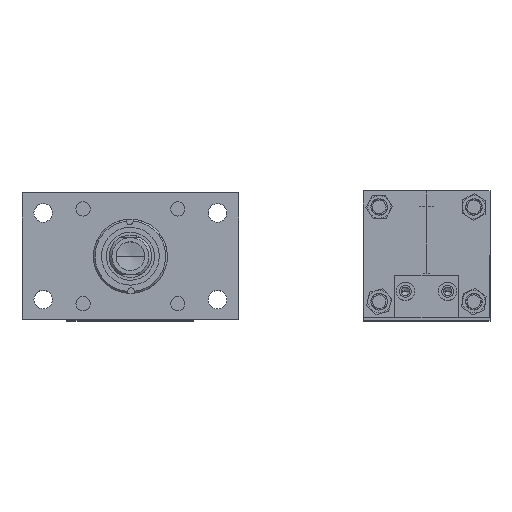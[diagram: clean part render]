
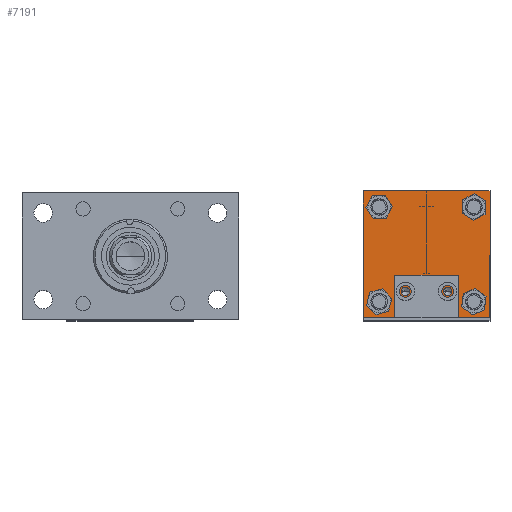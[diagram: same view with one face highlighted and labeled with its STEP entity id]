
A CAD part, top view. The second image highlights one B-rep face of the part: STEP entity #7191.
In plain terms, the highlighted face is planar.
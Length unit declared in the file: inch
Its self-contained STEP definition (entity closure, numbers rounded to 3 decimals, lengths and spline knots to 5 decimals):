
#2 = FACE_BOUND ( 'NONE', #10364, .T. ) ;
#18 = CARTESIAN_POINT ( 'NONE',  ( 3.81388, 7.35691, -0.3831 ) ) ;
#133 = LINE ( 'NONE', #5726, #8234 ) ;
#206 = DIRECTION ( 'NONE',  ( 0., 0., -1. ) ) ;
#389 = AXIS2_PLACEMENT_3D ( 'NONE', #12267, #8331, #1479 ) ;
#424 = DIRECTION ( 'NONE',  ( 0., 0., 1. ) ) ;
#586 = CIRCLE ( 'NONE', #389, 0.203 ) ;
#714 = CARTESIAN_POINT ( 'NONE',  ( 6.63588, 9.97591, -0.3831 ) ) ;
#756 = EDGE_CURVE ( 'NONE', #12568, #10653, #586, .T. ) ;
#771 = VERTEX_POINT ( 'NONE', #4437 ) ;
#803 = VECTOR ( 'NONE', #7564, 39.37008 ) ;
#883 = DIRECTION ( 'NONE',  ( 1., 0., 0. ) ) ;
#1115 = AXIS2_PLACEMENT_3D ( 'NONE', #4944, #6871, #883 ) ;
#1122 = DIRECTION ( 'NONE',  ( 0., 0., -1. ) ) ;
#1142 = AXIS2_PLACEMENT_3D ( 'NONE', #9186, #7454, #4568 ) ;
#1166 = DIRECTION ( 'NONE',  ( 0., 0., 1. ) ) ;
#1199 = AXIS2_PLACEMENT_3D ( 'NONE', #2285, #206, #8147 ) ;
#1201 = DIRECTION ( 'NONE',  ( 0., 0., 1. ) ) ;
#1233 = EDGE_CURVE ( 'NONE', #4405, #1607, #4738, .T. ) ;
#1250 = EDGE_CURVE ( 'NONE', #10653, #12568, #12362, .T. ) ;
#1288 = DIRECTION ( 'NONE',  ( 1., 0., 0. ) ) ;
#1319 = AXIS2_PLACEMENT_3D ( 'NONE', #6266, #1166, #1288 ) ;
#1354 = CARTESIAN_POINT ( 'NONE',  ( 6.81388, 10.35691, -0.3831 ) ) ;
#1372 = ORIENTED_EDGE ( 'NONE', *, *, #756, .T. ) ;
#1378 = DIRECTION ( 'NONE',  ( 1., 0., 0. ) ) ;
#1385 = ORIENTED_EDGE ( 'NONE', *, *, #10676, .F. ) ;
#1448 = DIRECTION ( 'NONE',  ( 0., 0., -1. ) ) ;
#1479 = DIRECTION ( 'NONE',  ( 1., 0., 0. ) ) ;
#1570 = AXIS2_PLACEMENT_3D ( 'NONE', #7587, #2603, #10675 ) ;
#1576 = CIRCLE ( 'NONE', #7740, 0.1005 ) ;
#1607 = VERTEX_POINT ( 'NONE', #2344 ) ;
#1664 = EDGE_LOOP ( 'NONE', ( #11304, #9073 ) ) ;
#1681 = CARTESIAN_POINT ( 'NONE',  ( 4.19488, 9.97591, -0.3831 ) ) ;
#1736 = DIRECTION ( 'NONE',  ( 1., 0., 0. ) ) ;
#1814 = EDGE_CURVE ( 'NONE', #3982, #8989, #10270, .T. ) ;
#1850 = ORIENTED_EDGE ( 'NONE', *, *, #5627, .T. ) ;
#1924 = LINE ( 'NONE', #11316, #6423 ) ;
#2129 = EDGE_CURVE ( 'NONE', #10077, #4493, #9461, .T. ) ;
#2279 = EDGE_CURVE ( 'NONE', #7162, #771, #8082, .T. ) ;
#2285 = CARTESIAN_POINT ( 'NONE',  ( 4.81388, 7.98191, -0.3831 ) ) ;
#2344 = CARTESIAN_POINT ( 'NONE',  ( 6.63588, 7.73791, -0.3831 ) ) ;
#2395 = CARTESIAN_POINT ( 'NONE',  ( 4.19488, 9.97591, -0.3831 ) ) ;
#2561 = CARTESIAN_POINT ( 'NONE',  ( 5.31388, 5.55135, -0.3831 ) ) ;
#2598 = CARTESIAN_POINT ( 'NONE',  ( 6.81388, 7.35691, -0.3831 ) ) ;
#2603 = DIRECTION ( 'NONE',  ( 0., 0., 1. ) ) ;
#2641 = EDGE_CURVE ( 'NONE', #771, #7162, #8634, .T. ) ;
#3058 = CARTESIAN_POINT ( 'NONE',  ( 4.81388, 7.98191, -0.3831 ) ) ;
#3220 = EDGE_LOOP ( 'NONE', ( #10805, #4914 ) ) ;
#3457 = CARTESIAN_POINT ( 'NONE',  ( 4.39788, 9.97591, -0.3831 ) ) ;
#3503 = ORIENTED_EDGE ( 'NONE', *, *, #1233, .T. ) ;
#3594 = EDGE_CURVE ( 'NONE', #1607, #4405, #9573, .T. ) ;
#3734 = CARTESIAN_POINT ( 'NONE',  ( 5.81388, 7.98191, -0.3831 ) ) ;
#3982 = VERTEX_POINT ( 'NONE', #5107 ) ;
#4228 = VERTEX_POINT ( 'NONE', #5659 ) ;
#4405 = VERTEX_POINT ( 'NONE', #11819 ) ;
#4437 = CARTESIAN_POINT ( 'NONE',  ( 3.99188, 9.97591, -0.3831 ) ) ;
#4493 = VERTEX_POINT ( 'NONE', #10918 ) ;
#4568 = DIRECTION ( 'NONE',  ( 1., 0., 0. ) ) ;
#4599 = DIRECTION ( 'NONE',  ( 0., 0., 1. ) ) ;
#4715 = EDGE_CURVE ( 'NONE', #5611, #10566, #1924, .T. ) ;
#4738 = CIRCLE ( 'NONE', #1319, 0.203 ) ;
#4914 = ORIENTED_EDGE ( 'NONE', *, *, #8161, .T. ) ;
#4944 = CARTESIAN_POINT ( 'NONE',  ( 4.19488, 7.73791, -0.3831 ) ) ;
#5005 = EDGE_LOOP ( 'NONE', ( #1850, #1385, #5498, #9058 ) ) ;
#5107 = CARTESIAN_POINT ( 'NONE',  ( 3.99188, 7.73791, -0.3831 ) ) ;
#5208 = AXIS2_PLACEMENT_3D ( 'NONE', #2561, #424, #1378 ) ;
#5305 = CARTESIAN_POINT ( 'NONE',  ( 6.43288, 9.97591, -0.3831 ) ) ;
#5328 = DIRECTION ( 'NONE',  ( -1., 0., 0. ) ) ;
#5498 = ORIENTED_EDGE ( 'NONE', *, *, #4715, .F. ) ;
#5610 = AXIS2_PLACEMENT_3D ( 'NONE', #3058, #1122, #11929 ) ;
#5611 = VERTEX_POINT ( 'NONE', #1354 ) ;
#5627 = EDGE_CURVE ( 'NONE', #11364, #10909, #6117, .T. ) ;
#5659 = CARTESIAN_POINT ( 'NONE',  ( 5.91438, 7.98191, -0.3831 ) ) ;
#5678 = EDGE_LOOP ( 'NONE', ( #3503, #7797 ) ) ;
#5726 = CARTESIAN_POINT ( 'NONE',  ( 3.81388, 5.55135, -0.3831 ) ) ;
#5784 = EDGE_CURVE ( 'NONE', #5611, #11364, #11231, .T. ) ;
#5919 = EDGE_CURVE ( 'NONE', #10342, #4228, #1576, .T. ) ;
#6052 = CARTESIAN_POINT ( 'NONE',  ( 3.81388, 10.35691, -0.3831 ) ) ;
#6117 = LINE ( 'NONE', #6245, #10785 ) ;
#6245 = CARTESIAN_POINT ( 'NONE',  ( 5.31388, 7.35691, -0.3831 ) ) ;
#6266 = CARTESIAN_POINT ( 'NONE',  ( 6.43288, 7.73791, -0.3831 ) ) ;
#6423 = VECTOR ( 'NONE', #5328, 39.37008 ) ;
#6433 = AXIS2_PLACEMENT_3D ( 'NONE', #1681, #4599, #1736 ) ;
#6808 = EDGE_CURVE ( 'NONE', #4228, #10342, #7965, .T. ) ;
#6871 = DIRECTION ( 'NONE',  ( 0., 0., 1. ) ) ;
#7162 = VERTEX_POINT ( 'NONE', #3457 ) ;
#7166 = FACE_OUTER_BOUND ( 'NONE', #5005, .T. ) ;
#7184 = ORIENTED_EDGE ( 'NONE', *, *, #2279, .T. ) ;
#7191 = ADVANCED_FACE ( 'NONE', ( #8882, #11840, #2, #10116, #11989, #9490, #7166 ), #11484, .F. ) ;
#7288 = ORIENTED_EDGE ( 'NONE', *, *, #5919, .F. ) ;
#7290 = DIRECTION ( 'NONE',  ( -1., 0., 0. ) ) ;
#7454 = DIRECTION ( 'NONE',  ( 0., 0., 1. ) ) ;
#7505 = DIRECTION ( 'NONE',  ( 1., 0., 0. ) ) ;
#7564 = DIRECTION ( 'NONE',  ( 0., -1., 0. ) ) ;
#7587 = CARTESIAN_POINT ( 'NONE',  ( 4.19488, 7.73791, -0.3831 ) ) ;
#7621 = ORIENTED_EDGE ( 'NONE', *, *, #1250, .T. ) ;
#7740 = AXIS2_PLACEMENT_3D ( 'NONE', #8372, #1448, #9368 ) ;
#7797 = ORIENTED_EDGE ( 'NONE', *, *, #3594, .T. ) ;
#7920 = ORIENTED_EDGE ( 'NONE', *, *, #2641, .T. ) ;
#7965 = CIRCLE ( 'NONE', #12360, 0.1005 ) ;
#8082 = CIRCLE ( 'NONE', #6433, 0.203 ) ;
#8147 = DIRECTION ( 'NONE',  ( -1., 0., 0. ) ) ;
#8161 = EDGE_CURVE ( 'NONE', #8989, #3982, #10150, .T. ) ;
#8182 = DIRECTION ( 'NONE',  ( 1., 0., 0. ) ) ;
#8234 = VECTOR ( 'NONE', #11600, 39.37008 ) ;
#8331 = DIRECTION ( 'NONE',  ( 0., 0., 1. ) ) ;
#8372 = CARTESIAN_POINT ( 'NONE',  ( 5.81388, 7.98191, -0.3831 ) ) ;
#8374 = EDGE_LOOP ( 'NONE', ( #7288, #8380 ) ) ;
#8380 = ORIENTED_EDGE ( 'NONE', *, *, #6808, .F. ) ;
#8634 = CIRCLE ( 'NONE', #12601, 0.203 ) ;
#8720 = DIRECTION ( 'NONE',  ( -1., 0., 0. ) ) ;
#8882 = FACE_BOUND ( 'NONE', #8374, .T. ) ;
#8926 = AXIS2_PLACEMENT_3D ( 'NONE', #5305, #1201, #8182 ) ;
#8989 = VERTEX_POINT ( 'NONE', #11773 ) ;
#9058 = ORIENTED_EDGE ( 'NONE', *, *, #5784, .T. ) ;
#9073 = ORIENTED_EDGE ( 'NONE', *, *, #10053, .F. ) ;
#9186 = CARTESIAN_POINT ( 'NONE',  ( 6.43288, 7.73791, -0.3831 ) ) ;
#9288 = EDGE_LOOP ( 'NONE', ( #1372, #7621 ) ) ;
#9312 = DIRECTION ( 'NONE',  ( 0., 0., 1. ) ) ;
#9368 = DIRECTION ( 'NONE',  ( -1., 0., 0. ) ) ;
#9461 = CIRCLE ( 'NONE', #5610, 0.1005 ) ;
#9490 = FACE_BOUND ( 'NONE', #9288, .T. ) ;
#9573 = CIRCLE ( 'NONE', #1142, 0.203 ) ;
#10053 = EDGE_CURVE ( 'NONE', #4493, #10077, #12442, .T. ) ;
#10077 = VERTEX_POINT ( 'NONE', #10181 ) ;
#10116 = FACE_BOUND ( 'NONE', #3220, .T. ) ;
#10150 = CIRCLE ( 'NONE', #1115, 0.203 ) ;
#10181 = CARTESIAN_POINT ( 'NONE',  ( 4.71338, 7.98191, -0.3831 ) ) ;
#10270 = CIRCLE ( 'NONE', #1570, 0.203 ) ;
#10342 = VERTEX_POINT ( 'NONE', #10701 ) ;
#10364 = EDGE_LOOP ( 'NONE', ( #7920, #7184 ) ) ;
#10566 = VERTEX_POINT ( 'NONE', #6052 ) ;
#10653 = VERTEX_POINT ( 'NONE', #714 ) ;
#10675 = DIRECTION ( 'NONE',  ( 1., 0., 0. ) ) ;
#10676 = EDGE_CURVE ( 'NONE', #10566, #10909, #133, .T. ) ;
#10701 = CARTESIAN_POINT ( 'NONE',  ( 5.71338, 7.98191, -0.3831 ) ) ;
#10769 = DIRECTION ( 'NONE',  ( 0., 0., -1. ) ) ;
#10785 = VECTOR ( 'NONE', #7290, 39.37008 ) ;
#10805 = ORIENTED_EDGE ( 'NONE', *, *, #1814, .T. ) ;
#10909 = VERTEX_POINT ( 'NONE', #18 ) ;
#10918 = CARTESIAN_POINT ( 'NONE',  ( 4.91438, 7.98191, -0.3831 ) ) ;
#11231 = LINE ( 'NONE', #11503, #803 ) ;
#11304 = ORIENTED_EDGE ( 'NONE', *, *, #2129, .F. ) ;
#11316 = CARTESIAN_POINT ( 'NONE',  ( 5.31388, 10.35691, -0.3831 ) ) ;
#11364 = VERTEX_POINT ( 'NONE', #2598 ) ;
#11484 = PLANE ( 'NONE',  #5208 ) ;
#11503 = CARTESIAN_POINT ( 'NONE',  ( 6.81388, 5.55135, -0.3831 ) ) ;
#11600 = DIRECTION ( 'NONE',  ( 0., -1., 0. ) ) ;
#11773 = CARTESIAN_POINT ( 'NONE',  ( 4.39788, 7.73791, -0.3831 ) ) ;
#11819 = CARTESIAN_POINT ( 'NONE',  ( 6.22988, 7.73791, -0.3831 ) ) ;
#11840 = FACE_BOUND ( 'NONE', #1664, .T. ) ;
#11929 = DIRECTION ( 'NONE',  ( -1., 0., 0. ) ) ;
#11989 = FACE_BOUND ( 'NONE', #5678, .T. ) ;
#12267 = CARTESIAN_POINT ( 'NONE',  ( 6.43288, 9.97591, -0.3831 ) ) ;
#12360 = AXIS2_PLACEMENT_3D ( 'NONE', #3734, #10769, #8720 ) ;
#12362 = CIRCLE ( 'NONE', #8926, 0.203 ) ;
#12442 = CIRCLE ( 'NONE', #1199, 0.1005 ) ;
#12568 = VERTEX_POINT ( 'NONE', #12655 ) ;
#12601 = AXIS2_PLACEMENT_3D ( 'NONE', #2395, #9312, #7505 ) ;
#12655 = CARTESIAN_POINT ( 'NONE',  ( 6.22988, 9.97591, -0.3831 ) ) ;
